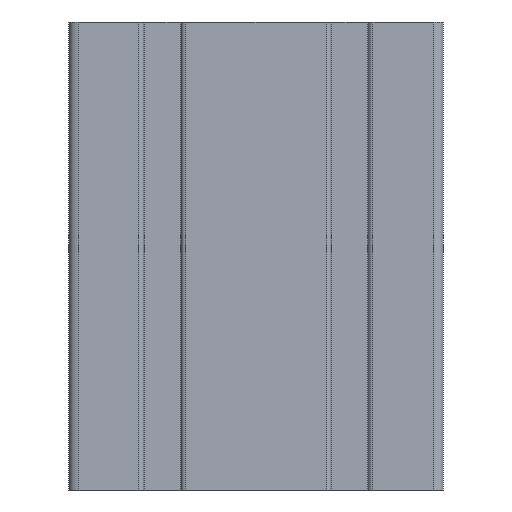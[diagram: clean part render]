
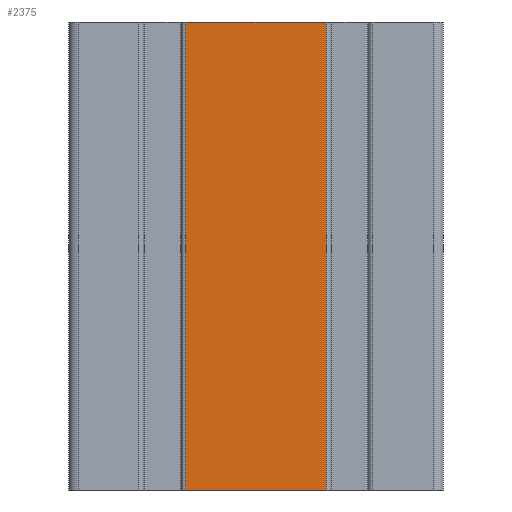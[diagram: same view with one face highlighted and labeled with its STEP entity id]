
A CAD part, front view. The second image highlights one B-rep face of the part: STEP entity #2375.
In plain terms, the highlighted planar face has unit normal (0, -1, 0).
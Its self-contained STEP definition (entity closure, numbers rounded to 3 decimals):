
#132=LINE('',#3722,#364);
#185=LINE('',#3884,#417);
#231=LINE('',#4009,#463);
#232=LINE('',#4010,#464);
#364=VECTOR('',#3006,100.);
#417=VECTOR('',#3167,100.);
#463=VECTOR('',#3289,30.);
#464=VECTOR('',#3290,30.);
#531=PLANE('',#2609);
#655=FACE_OUTER_BOUND('',#777,.T.);
#777=EDGE_LOOP('',(#1931,#1932,#1933,#1934));
#1044=VERTEX_POINT('',#3716);
#1046=VERTEX_POINT('',#3720);
#1099=VERTEX_POINT('',#3880);
#1101=VERTEX_POINT('',#3883);
#1336=EDGE_CURVE('',#1044,#1046,#132,.T.);
#1416=EDGE_CURVE('',#1099,#1101,#185,.T.);
#1479=EDGE_CURVE('',#1101,#1046,#231,.T.);
#1480=EDGE_CURVE('',#1099,#1044,#232,.T.);
#1931=ORIENTED_EDGE('',*,*,#1336,.T.);
#1932=ORIENTED_EDGE('',*,*,#1479,.F.);
#1933=ORIENTED_EDGE('',*,*,#1416,.F.);
#1934=ORIENTED_EDGE('',*,*,#1480,.T.);
#2375=ADVANCED_FACE('',(#655),#531,.T.);
#2609=AXIS2_PLACEMENT_3D('',#4008,#3287,#3288);
#3006=DIRECTION('',(0.,0.,-1.));
#3167=DIRECTION('',(0.,0.,-1.));
#3287=DIRECTION('center_axis',(0.,-1.,0.));
#3288=DIRECTION('ref_axis',(1.,0.,0.));
#3289=DIRECTION('',(-1.,0.,0.));
#3290=DIRECTION('',(-1.,0.,0.));
#3716=CARTESIAN_POINT('',(-15.,-20.,100.));
#3720=CARTESIAN_POINT('',(-15.,-20.,0.));
#3722=CARTESIAN_POINT('',(-15.,-20.,0.));
#3880=CARTESIAN_POINT('',(15.,-20.,100.));
#3883=CARTESIAN_POINT('',(15.,-20.,0.));
#3884=CARTESIAN_POINT('',(15.,-20.,0.));
#4008=CARTESIAN_POINT('Origin',(-38.,-20.,0.));
#4009=CARTESIAN_POINT('',(-19.,-20.,0.));
#4010=CARTESIAN_POINT('',(-19.,-20.,100.));
